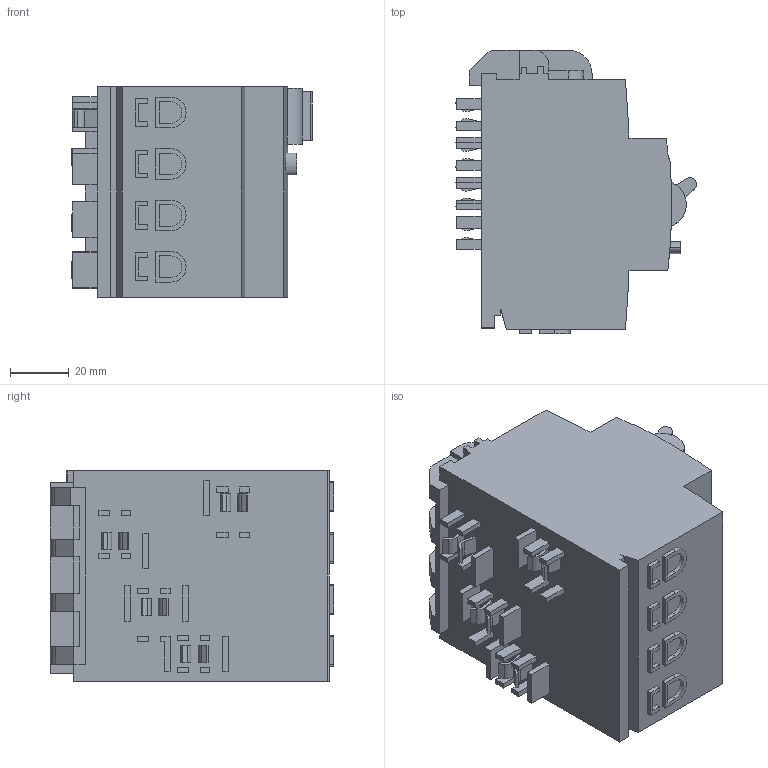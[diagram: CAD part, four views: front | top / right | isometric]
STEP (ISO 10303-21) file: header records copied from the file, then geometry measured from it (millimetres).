
FILE_DESCRIPTION (( 'STEP AP214' ), '1' );
FILE_NAME ('FI4_F404.STEP', '2019-03-27T12:35:35', ( '' ), ( '' ), 'SwSTEP 2.0', 'SolidWorks 2018', '' );
FILE_SCHEMA (( 'AUTOMOTIVE_DESIGN' ));
Length unit declared in the file: millimetre
Products named in the file (1): FI4_F404
Bounding box: 81.95 x 96.5 x 71.6 mm (x, y, z)
Volume: 365253.2 mm3; surface area: 40612.8 mm2
Topology: 1 solids, 1 shells, 381 faces, 1006 edges, 670 vertices
Faces by surface type: plane 333, cylinder 46, bspline 2
Entity records: 11716 total; most frequent: CARTESIAN_POINT 2136, ORIENTED_EDGE 2012, DIRECTION 1860, EDGE_CURVE 1006, VECTOR 904, LINE 904, VERTEX_POINT 670, AXIS2_PLACEMENT_3D 478
